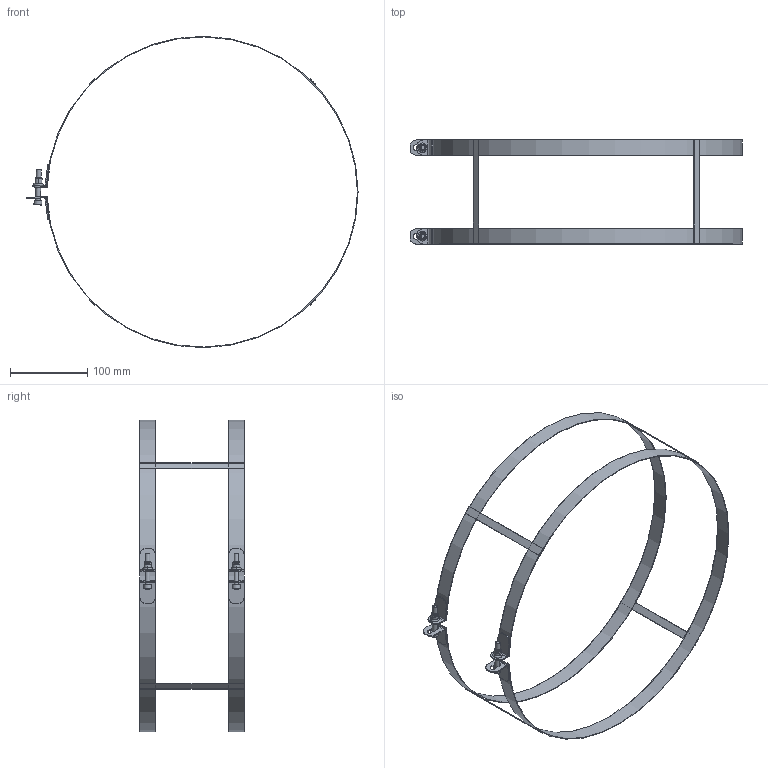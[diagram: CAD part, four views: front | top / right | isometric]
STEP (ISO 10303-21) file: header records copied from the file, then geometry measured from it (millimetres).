
FILE_DESCRIPTION(/* description */ ('Skarvlås'),/* implementation_level */ '2;1');
FILE_NAME(/* name */ 'CL3-0009.stp',/* time_stamp */ '2017-01-24T06:06:34-08:00',/* author */ ('CAD'),/* organization */ (''),/* preprocessor_version */ 'ST-DEVELOPER v16.5',/* originating_system */ 'Autodesk Inventor 2017',/* authorisation */ '');
FILE_SCHEMA (('AUTOMOTIVE_DESIGN { 1 0 10303 214 3 1 1 }'));
Length unit declared in the file: millimetre
Products named in the file (7): HSLH-06; HSLH-AA-06; HSLH-AB; BlindnitmutterM6; ISO 4762 - M6 x 40; HSLH-AF; HSLH-AC
Assembly tree (14 placements, depth 2):
  HSLH-06
    HSLH-AA-06  x2
    HSLH-AB  x4
    BlindnitmutterM6  x2
    ISO 4762 - M6 x 40  x2
    HSLH-AF  x2
    HSLH-AC  x2
Bounding box: 430.27 x 135 x 403.56 mm (x, y, z)
Volume: 52432 mm3; surface area: 127539.7 mm2
Topology: 14 solids, 14 shells, 260 faces, 582 edges, 352 vertices
Faces by surface type: plane 106, cylinder 98, cone 48, torus 8
Full cylindrical faces by diameter (mm): 6 x2, 9.2 x2, 10 x2
Entity records: 3580 total; most frequent: DIRECTION 644, CARTESIAN_POINT 571, ORIENTED_EDGE 518, EDGE_CURVE 259, AXIS2_PLACEMENT_3D 250, VERTEX_POINT 159, LINE 144, VECTOR 144
